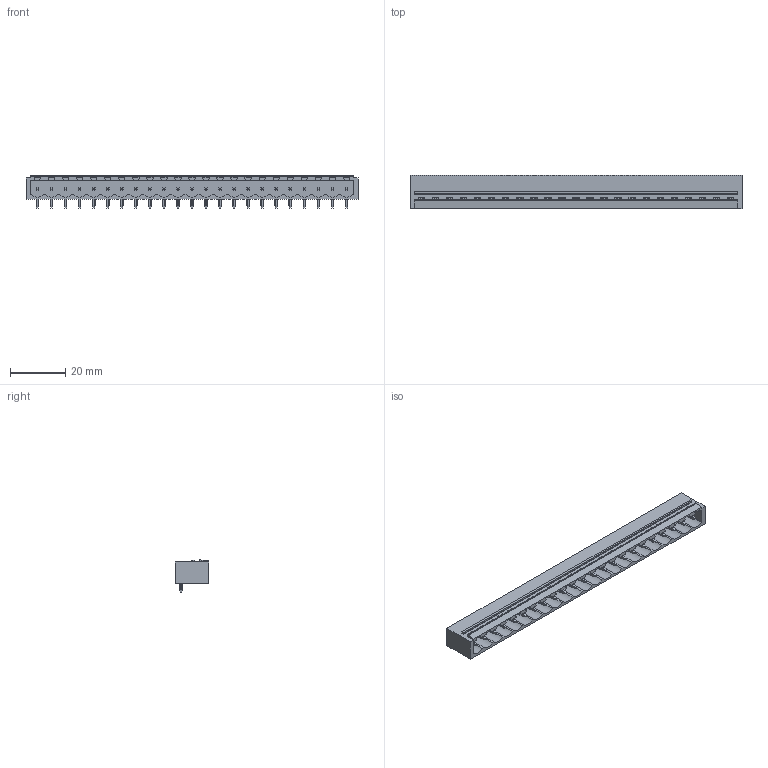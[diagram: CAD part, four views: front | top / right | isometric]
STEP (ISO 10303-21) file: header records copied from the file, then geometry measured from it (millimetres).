
FILE_DESCRIPTION(('CATIA V5 STEP Exchange','CAx-IF Rec.Pracs.--- Model Styling and Organization---1.2---2011-12-15'),'2;1');
FILE_NAME ('D1449101_0', '2018-10-25T09:51:36+00:00', ('none'), ('Weidmueller'), 'CATIA Version 5-6 Release 2014', 'CATIA V5 STEP AP214', 'none');
FILE_SCHEMA(('AUTOMOTIVE_DESIGN { 1 0 10303 214 1 1 1 1 }'));
Length unit declared in the file: millimetre
Products named in the file (1): 1147980000
Bounding box: 120.04 x 12 x 11.63 mm (x, y, z)
Volume: 5617.9 mm3; surface area: 9165 mm2
Topology: 24 solids, 24 shells, 1127 faces, 3139 edges, 2016 vertices
Faces by surface type: plane 734, cylinder 393
Entity records: 32686 total; most frequent: CARTESIAN_POINT 7526, ORIENTED_EDGE 6278, DIRECTION 3513, EDGE_CURVE 3133, VECTOR 2167, LINE 2167, VERTEX_POINT 2008, EDGE_LOOP 1175
